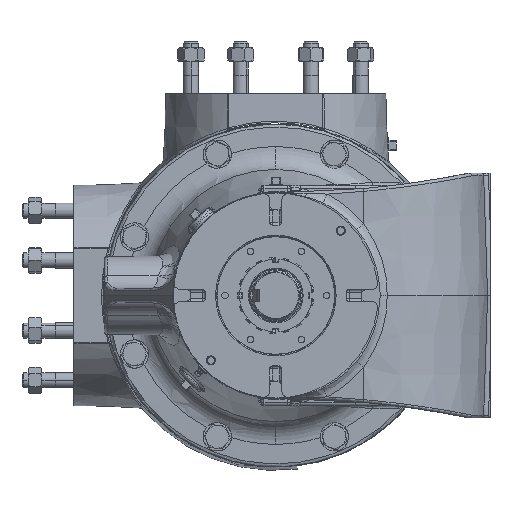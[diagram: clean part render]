
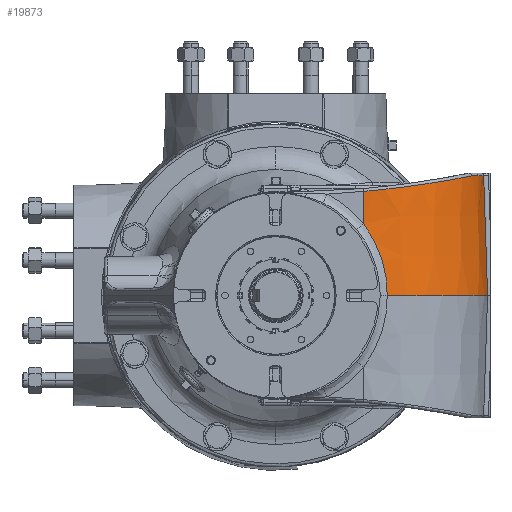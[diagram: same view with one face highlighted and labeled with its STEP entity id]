
A CAD part, left-side view. The second image highlights one B-rep face of the part: STEP entity #19873.
In plain terms, the highlighted conical face has half-angle 2 degrees and reference radius 124.46 mm.
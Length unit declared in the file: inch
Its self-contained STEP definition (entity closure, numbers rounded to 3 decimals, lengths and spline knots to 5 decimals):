
#403 = CARTESIAN_POINT ( 'NONE',  ( -13.46815, -4.53026, 0.52327 ) ) ;
#4095 = CARTESIAN_POINT ( 'NONE',  ( -13.34241, -4.5052, 4.34662 ) ) ;
#4396 = CARTESIAN_POINT ( 'NONE',  ( -8.5, -3.59, 0. ) ) ;
#5268 = CIRCLE ( 'NONE', #70517, 4.90404 ) ;
#6030 = EDGE_CURVE ( 'NONE', #110756, #38357, #15330, .T. ) ;
#6137 = CONICAL_SURFACE ( 'NONE', #74911, 4.9, 0.035 ) ;
#6772 = DIRECTION ( 'NONE',  ( 1., 0., 0. ) ) ;
#8340 = CARTESIAN_POINT ( 'NONE',  ( -13.47954, -3.87958, 2.49498 ) ) ;
#10365 = CARTESIAN_POINT ( 'NONE',  ( -13.14076, -5.22427, 4.43383 ) ) ;
#10920 = CARTESIAN_POINT ( 'NONE',  ( -13.21329, -5.00486, 4.40612 ) ) ;
#14028 = ORIENTED_EDGE ( 'NONE', *, *, #6030, .T. ) ;
#15330 = B_SPLINE_CURVE_WITH_KNOTS ( 'NONE', 3,
 ( #86939, #63123, #43886, #20014, #44434, #88054, #97701, #54032, #104519, #103974, #19449, #97139, #105644, #35925, #70486, #27420, #62013, #96592, #53481, #10365, #27986, #88614, #10920, #22247, #4095, #108438, #99370, #72728 ),
 .UNSPECIFIED., .F., .F.,
 ( 4, 2, 2, 2, 2, 2, 2, 2, 2, 2, 2, 2, 2, 4 ),
 ( 0., 0.00888, 0.01777, 0.03553, 0.0533, 0.05774, 0.06218, 0.07106, 0.08883, 0.09771, 0.10215, 0.1066, 0.12436, 0.14213 ),
 .UNSPECIFIED. ) ;
#19449 = CARTESIAN_POINT ( 'NONE',  ( -12.32945, -6.66743, 4.64421 ) ) ;
#19669 = CARTESIAN_POINT ( 'NONE',  ( -13.47759, -4.55358, 0.13188 ) ) ;
#19873 = ADVANCED_FACE ( 'Defeatured_0_1223', ( #49870 ), #6137, .T. ) ;
#20014 = CARTESIAN_POINT ( 'NONE',  ( -11.03445, -7.79168, 4.8422 ) ) ;
#22247 = CARTESIAN_POINT ( 'NONE',  ( -13.29386, -4.7289, 4.37232 ) ) ;
#27024 = CARTESIAN_POINT ( 'NONE',  ( -8.86029, -8.6518, 0. ) ) ;
#27120 = CARTESIAN_POINT ( 'NONE',  ( -13.42604, -3.59, 4.25426 ) ) ;
#27420 = CARTESIAN_POINT ( 'NONE',  ( -12.78657, -6.00758, 4.54154 ) ) ;
#27986 = CARTESIAN_POINT ( 'NONE',  ( -13.15994, -5.16952, 4.42681 ) ) ;
#28013 = CARTESIAN_POINT ( 'NONE',  ( -8.86029, -8.6518, 0. ) ) ;
#30038 = AXIS2_PLACEMENT_3D ( 'NONE', #4396, #37907, #72480 ) ;
#31750 = CARTESIAN_POINT ( 'NONE',  ( -8.5, -3.59, 5. ) ) ;
#32404 = CARTESIAN_POINT ( 'NONE',  ( -8.69594, -8.49013, 4.88419 ) ) ;
#35925 = CARTESIAN_POINT ( 'NONE',  ( -12.53846, -6.39198, 4.6002 ) ) ;
#36153 = CARTESIAN_POINT ( 'NONE',  ( -13.46639, -4.51528, 0.65263 ) ) ;
#37907 = DIRECTION ( 'NONE',  ( 0., 0., 1. ) ) ;
#38357 = VERTEX_POINT ( 'NONE', #27120 ) ;
#40731 = ORIENTED_EDGE ( 'NONE', *, *, #51298, .T. ) ;
#42416 = VERTEX_POINT ( 'NONE', #28013 ) ;
#42992 = CARTESIAN_POINT ( 'NONE',  ( -13.47638, -4.12473, 2.03363 ) ) ;
#43654 = ORIENTED_EDGE ( 'NONE', *, *, #71204, .T. ) ;
#43886 = CARTESIAN_POINT ( 'NONE',  ( -10.83249, -7.90619, 4.86406 ) ) ;
#44046 = VECTOR ( 'NONE', #86711, 39.37008 ) ;
#44434 = CARTESIAN_POINT ( 'NONE',  ( -11.1336, -7.73071, 4.83068 ) ) ;
#48497 = ORIENTED_EDGE ( 'NONE', *, *, #101715, .F. ) ;
#49870 = FACE_OUTER_BOUND ( 'NONE', #70943, .T. ) ;
#51021 = CARTESIAN_POINT ( 'NONE',  ( -13.4, -3.59, 5. ) ) ;
#51298 = EDGE_CURVE ( 'NONE', #71343, #70693, #70889, .T. ) ;
#51467 = CARTESIAN_POINT ( 'NONE',  ( -13.47587, -3.66763, 2.82743 ) ) ;
#52397 = EDGE_CURVE ( 'NONE', #42416, #74174, #90960, .T. ) ;
#53481 = CARTESIAN_POINT ( 'NONE',  ( -13.08053, -5.38693, 4.455 ) ) ;
#54032 = CARTESIAN_POINT ( 'NONE',  ( -11.94549, -7.09546, 4.7158 ) ) ;
#54257 = CARTESIAN_POINT ( 'NONE',  ( -13.48257, -4.55208, 0. ) ) ;
#61120 = CARTESIAN_POINT ( 'NONE',  ( -13.46465, -4.47477, 0.90973 ) ) ;
#62013 = CARTESIAN_POINT ( 'NONE',  ( -12.89503, -5.80662, 4.51236 ) ) ;
#62181 = CARTESIAN_POINT ( 'NONE',  ( -8.80544, -8.5987, 1.62809 ) ) ;
#62790 = CARTESIAN_POINT ( 'NONE',  ( -13.47374, -4.54941, 0.26289 ) ) ;
#63123 = CARTESIAN_POINT ( 'NONE',  ( -10.72952, -7.95987, 4.87443 ) ) ;
#66187 = CARTESIAN_POINT ( 'NONE',  ( -13.47215, -3.59, 2.93394 ) ) ;
#66317 = DIRECTION ( 'NONE',  ( 0., 0., -1. ) ) ;
#69048 = CARTESIAN_POINT ( 'NONE',  ( -13.47203, -4.22704, 1.79296 ) ) ;
#69162 = LINE ( 'NONE', #51021, #44046 ) ;
#70486 = CARTESIAN_POINT ( 'NONE',  ( -12.6031, -6.29735, 4.58551 ) ) ;
#70517 = AXIS2_PLACEMENT_3D ( 'NONE', #98309, #79577, #87556 ) ;
#70693 = VERTEX_POINT ( 'NONE', #93787 ) ;
#70889 = B_SPLINE_CURVE_WITH_KNOTS ( 'NONE', 3,
 ( #93441, #51467, #110492, #8340, #101977, #42992, #69048, #103646, #97931, #97362, #95678, #96252, #61120, #36153, #403, #62790, #19669, #54257 ),
 .UNSPECIFIED., .F., .F.,
 ( 4, 2, 2, 2, 2, 2, 2, 2, 4 ),
 ( 0., 0.01005, 0.02009, 0.04018, 0.0452, 0.05023, 0.06027, 0.07032, 0.08036 ),
 .UNSPECIFIED. ) ;
#70943 = EDGE_LOOP ( 'NONE', ( #48497, #40731, #43654, #74858, #85971, #14028 ) ) ;
#71204 = EDGE_CURVE ( 'NONE', #70693, #42416, #111511, .T. ) ;
#71343 = VERTEX_POINT ( 'NONE', #66187 ) ;
#72480 = DIRECTION ( 'NONE',  ( 0., 1., 0. ) ) ;
#72728 = CARTESIAN_POINT ( 'NONE',  ( -13.42604, -3.59, 4.25426 ) ) ;
#74174 = VERTEX_POINT ( 'NONE', #32404 ) ;
#74858 = ORIENTED_EDGE ( 'NONE', *, *, #52397, .T. ) ;
#74911 = AXIS2_PLACEMENT_3D ( 'NONE', #31750, #66317, #6772 ) ;
#79566 = EDGE_CURVE ( 'NONE', #74174, #110756, #5268, .T. ) ;
#79577 = DIRECTION ( 'NONE',  ( 0., 0., -1. ) ) ;
#85971 = ORIENTED_EDGE ( 'NONE', *, *, #79566, .T. ) ;
#86711 = DIRECTION ( 'NONE',  ( 0.035, 0., 0.999 ) ) ;
#86939 = CARTESIAN_POINT ( 'NONE',  ( -10.62452, -8.00996, 4.88419 ) ) ;
#87556 = DIRECTION ( 'NONE',  ( 1., 0., 0. ) ) ;
#87675 = CARTESIAN_POINT ( 'NONE',  ( -8.75065, -8.54484, 3.25615 ) ) ;
#88054 = CARTESIAN_POINT ( 'NONE',  ( -11.42221, -7.53896, 4.79491 ) ) ;
#88614 = CARTESIAN_POINT ( 'NONE',  ( -13.19618, -5.05987, 4.41296 ) ) ;
#90960 = B_SPLINE_CURVE_WITH_KNOTS ( 'NONE', 3,
 ( #27024, #62181, #87675, #96754 ),
 .UNSPECIFIED., .F., .F.,
 ( 4, 4 ),
 ( 0., 0.1242 ),
 .UNSPECIFIED. ) ;
#93441 = CARTESIAN_POINT ( 'NONE',  ( -13.47215, -3.59, 2.93394 ) ) ;
#93787 = CARTESIAN_POINT ( 'NONE',  ( -13.48257, -4.55208, 0. ) ) ;
#95678 = CARTESIAN_POINT ( 'NONE',  ( -13.46564, -4.403, 1.22786 ) ) ;
#96252 = CARTESIAN_POINT ( 'NONE',  ( -13.46466, -4.44924, 1.03747 ) ) ;
#96592 = CARTESIAN_POINT ( 'NONE',  ( -13.03678, -5.49334, 4.46926 ) ) ;
#96754 = CARTESIAN_POINT ( 'NONE',  ( -8.69594, -8.49013, 4.88419 ) ) ;
#97139 = CARTESIAN_POINT ( 'NONE',  ( -12.40121, -6.57678, 4.62955 ) ) ;
#97362 = CARTESIAN_POINT ( 'NONE',  ( -13.46612, -4.38626, 1.29112 ) ) ;
#97701 = CARTESIAN_POINT ( 'NONE',  ( -11.60368, -7.39899, 4.76938 ) ) ;
#97931 = CARTESIAN_POINT ( 'NONE',  ( -13.46732, -4.35012, 1.41724 ) ) ;
#98309 = CARTESIAN_POINT ( 'NONE',  ( -8.5, -3.59, 4.88419 ) ) ;
#99370 = CARTESIAN_POINT ( 'NONE',  ( -13.4253, -3.82253, 4.27542 ) ) ;
#101715 = EDGE_CURVE ( 'NONE', #71343, #38357, #69162, .T. ) ;
#101977 = CARTESIAN_POINT ( 'NONE',  ( -13.47922, -3.94425, 2.38131 ) ) ;
#103357 = CARTESIAN_POINT ( 'NONE',  ( -10.62452, -8.00996, 4.88419 ) ) ;
#103646 = CARTESIAN_POINT ( 'NONE',  ( -13.46805, -4.33069, 1.48015 ) ) ;
#103974 = CARTESIAN_POINT ( 'NONE',  ( -12.29269, -6.71222, 4.65153 ) ) ;
#104519 = CARTESIAN_POINT ( 'NONE',  ( -12.10582, -6.93189, 4.68774 ) ) ;
#105644 = CARTESIAN_POINT ( 'NONE',  ( -12.43619, -6.53095, 4.62222 ) ) ;
#108438 = CARTESIAN_POINT ( 'NONE',  ( -13.40813, -4.05202, 4.29817 ) ) ;
#110492 = CARTESIAN_POINT ( 'NONE',  ( -13.47787, -3.74134, 2.71794 ) ) ;
#110756 = VERTEX_POINT ( 'NONE', #103357 ) ;
#111511 = CIRCLE ( 'NONE', #30038, 5.0746 ) ;
